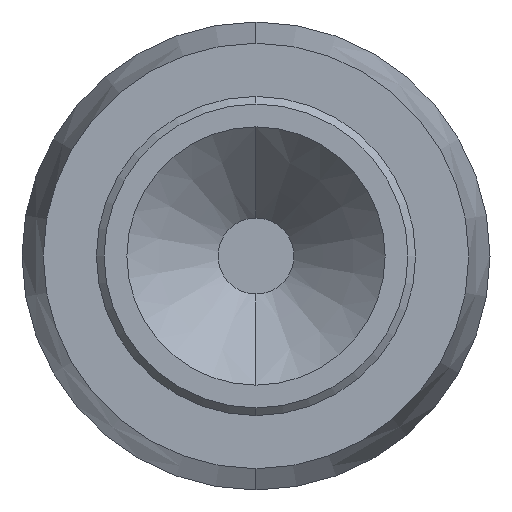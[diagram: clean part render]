
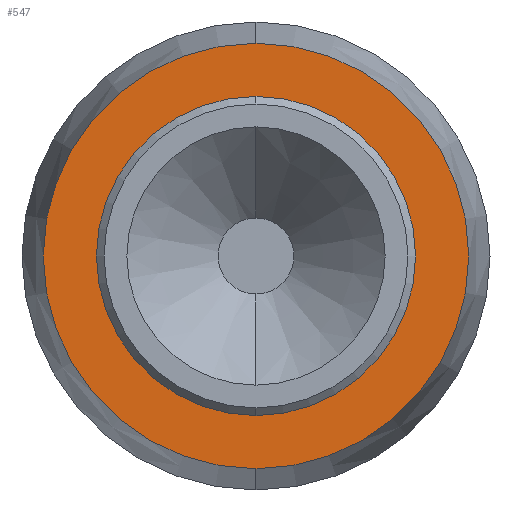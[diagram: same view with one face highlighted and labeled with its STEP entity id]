
A CAD part, left-side view. The second image highlights one B-rep face of the part: STEP entity #547.
In plain terms, the highlighted planar face has unit normal (-1, 0, 0).
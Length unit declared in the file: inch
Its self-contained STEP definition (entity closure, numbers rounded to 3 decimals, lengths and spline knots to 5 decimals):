
#7 = AXIS2_PLACEMENT_3D ( 'NONE', #806, #747, #155 ) ;
#14 = CARTESIAN_POINT ( 'NONE',  ( 0., 0., 0. ) ) ;
#26 = AXIS2_PLACEMENT_3D ( 'NONE', #14, #273, #590 ) ;
#114 = EDGE_CURVE ( 'NONE', #792, #450, #455, .T. ) ;
#141 = PLANE ( 'NONE',  #7 ) ;
#155 = DIRECTION ( 'NONE',  ( 0., 0., 1. ) ) ;
#157 = ORIENTED_EDGE ( 'NONE', *, *, #762, .T. ) ;
#189 = DIRECTION ( 'NONE',  ( 1., 0., 0. ) ) ;
#199 = CARTESIAN_POINT ( 'NONE',  ( 0., 0., -0.0105 ) ) ;
#200 = ORIENTED_EDGE ( 'NONE', *, *, #395, .F. ) ;
#273 = DIRECTION ( 'NONE',  ( 1., 0., 0. ) ) ;
#296 = CIRCLE ( 'NONE', #433, 0.014 ) ;
#311 = VERTEX_POINT ( 'NONE', #810 ) ;
#321 = AXIS2_PLACEMENT_3D ( 'NONE', #779, #527, #601 ) ;
#323 = AXIS2_PLACEMENT_3D ( 'NONE', #655, #666, #794 ) ;
#325 = CARTESIAN_POINT ( 'NONE',  ( 0., 0., 0. ) ) ;
#380 = CARTESIAN_POINT ( 'NONE',  ( 0., 0., -0.014 ) ) ;
#395 = EDGE_CURVE ( 'NONE', #311, #664, #296, .T. ) ;
#433 = AXIS2_PLACEMENT_3D ( 'NONE', #325, #189, #580 ) ;
#450 = VERTEX_POINT ( 'NONE', #199 ) ;
#455 = CIRCLE ( 'NONE', #321, 0.0105 ) ;
#478 = FACE_OUTER_BOUND ( 'NONE', #725, .T. ) ;
#500 = CIRCLE ( 'NONE', #26, 0.0105 ) ;
#527 = DIRECTION ( 'NONE',  ( 1., 0., 0. ) ) ;
#547 = ADVANCED_FACE ( 'NONE', ( #729, #478 ), #141, .T. ) ;
#580 = DIRECTION ( 'NONE',  ( 0., 0., -1. ) ) ;
#590 = DIRECTION ( 'NONE',  ( 0., 0., 1. ) ) ;
#601 = DIRECTION ( 'NONE',  ( 0., 0., 1. ) ) ;
#655 = CARTESIAN_POINT ( 'NONE',  ( 0., 0., 0. ) ) ;
#657 = EDGE_LOOP ( 'NONE', ( #157, #829 ) ) ;
#664 = VERTEX_POINT ( 'NONE', #380 ) ;
#666 = DIRECTION ( 'NONE',  ( 1., 0., 0. ) ) ;
#679 = CARTESIAN_POINT ( 'NONE',  ( 0., 0., 0.0105 ) ) ;
#690 = CIRCLE ( 'NONE', #323, 0.014 ) ;
#708 = EDGE_CURVE ( 'NONE', #664, #311, #690, .T. ) ;
#725 = EDGE_LOOP ( 'NONE', ( #780, #200 ) ) ;
#729 = FACE_BOUND ( 'NONE', #657, .T. ) ;
#747 = DIRECTION ( 'NONE',  ( -1., 0., 0. ) ) ;
#762 = EDGE_CURVE ( 'NONE', #450, #792, #500, .T. ) ;
#779 = CARTESIAN_POINT ( 'NONE',  ( 0., 0., 0. ) ) ;
#780 = ORIENTED_EDGE ( 'NONE', *, *, #708, .F. ) ;
#792 = VERTEX_POINT ( 'NONE', #679 ) ;
#794 = DIRECTION ( 'NONE',  ( 0., 0., -1. ) ) ;
#806 = CARTESIAN_POINT ( 'NONE',  ( 0., 0.014, 0. ) ) ;
#810 = CARTESIAN_POINT ( 'NONE',  ( 0., 0., 0.014 ) ) ;
#829 = ORIENTED_EDGE ( 'NONE', *, *, #114, .T. ) ;
